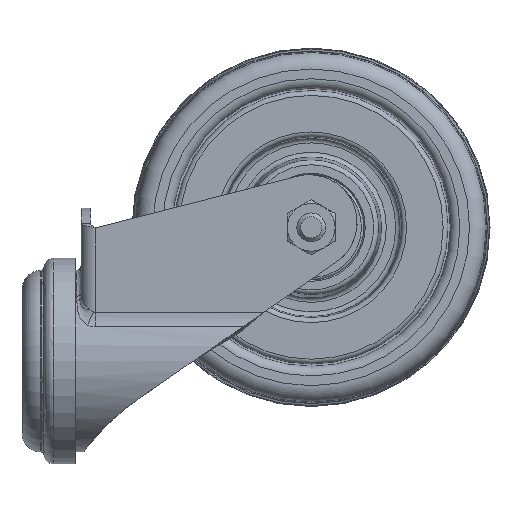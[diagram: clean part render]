
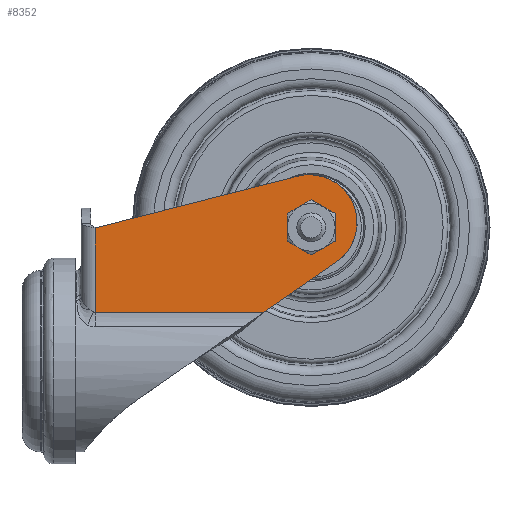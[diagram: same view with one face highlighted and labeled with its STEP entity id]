
A CAD part, left-side view. The second image highlights one B-rep face of the part: STEP entity #8352.
In plain terms, the highlighted planar face has unit normal (-1, 0, 0).
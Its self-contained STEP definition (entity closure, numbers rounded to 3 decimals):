
#7923=CARTESIAN_POINT('',(-17.,-13.862,10.198));
#7924=VERTEX_POINT('',#7923);
#7977=CARTESIAN_POINT('',(-17.,-49.018,10.198));
#7978=VERTEX_POINT('',#7977);
#8037=CARTESIAN_POINT('',(-17.,-13.862,27.878));
#8038=VERTEX_POINT('',#8037);
#8121=CARTESIAN_POINT('',(-17.,-13.862,27.878));
#8122=DIRECTION('',(0.0,0.0,-1.0));
#8123=VECTOR('',#8122,17.68);
#8124=LINE('',#8121,#8123);
#8125=EDGE_CURVE('',#8038,#7924,#8124,.T.);
#8142=CARTESIAN_POINT('',(-17.,-13.862,10.198));
#8143=DIRECTION('',(0.0,-1.0,0.0));
#8144=VECTOR('',#8143,35.156);
#8145=LINE('',#8142,#8144);
#8146=EDGE_CURVE('',#7924,#7978,#8145,.T.);
#8160=CARTESIAN_POINT('',(-17.,-64.296,20.779));
#8161=VERTEX_POINT('',#8160);
#8168=CARTESIAN_POINT('',(-17.,-49.018,10.198));
#8169=DIRECTION('',(0.0,-0.822,0.569));
#8170=VECTOR('',#8169,18.584);
#8171=LINE('',#8168,#8170);
#8172=EDGE_CURVE('',#7978,#8161,#8171,.T.);
#8248=CARTESIAN_POINT('',(-17.,-58.602,39.));
#8249=VERTEX_POINT('',#8248);
#8256=CARTESIAN_POINT('',(-17.,-64.296,20.779));
#8257=CARTESIAN_POINT('',(-17.,-64.792,21.123));
#8258=CARTESIAN_POINT('',(-17.,-65.722,21.901));
#8259=CARTESIAN_POINT('',(-17.,-66.885,23.299));
#8260=CARTESIAN_POINT('',(-17.,-67.776,24.885));
#8261=CARTESIAN_POINT('',(-17.,-68.367,26.605));
#8262=CARTESIAN_POINT('',(-17.,-68.639,28.403));
#8263=CARTESIAN_POINT('',(-17.,-68.582,30.221));
#8264=CARTESIAN_POINT('',(-17.,-68.199,31.999));
#8265=CARTESIAN_POINT('',(-17.,-67.502,33.679));
#8266=CARTESIAN_POINT('',(-17.,-66.513,35.205));
#8267=CARTESIAN_POINT('',(-17.,-65.266,36.529));
#8268=CARTESIAN_POINT('',(-17.,-63.801,37.607));
#8269=CARTESIAN_POINT('',(-17.,-62.165,38.402));
#8270=CARTESIAN_POINT('',(-17.,-60.413,38.89));
#8271=CARTESIAN_POINT('',(-17.,-59.206,39.));
#8272=CARTESIAN_POINT('',(-17.,-58.602,39.));
#8273=B_SPLINE_CURVE_WITH_KNOTS('',3,(#8256,#8257,#8258,#8259,#8260,#8261,#8262,#8263,#8264,#8265,#8266,#8267,#8268,#8269,#8270,#8271,#8272),.UNSPECIFIED.,.F.,.U.,(4,1,1,1,1,1,1,1,1,1,1,1,1,1,4),(0.,0.002,0.004,0.005,0.007,0.009,0.011,0.013,0.014,0.016,0.018,0.02,0.022,0.023,0.025),.UNSPECIFIED.);
#8274=EDGE_CURVE('',#8161,#8249,#8273,.T.);
#8302=CARTESIAN_POINT('',(-17.,-56.124,38.688));
#8303=VERTEX_POINT('',#8302);
#8310=CARTESIAN_POINT('',(-17.,-58.602,39.));
#8311=CARTESIAN_POINT('',(-17.,-58.185,39.));
#8312=CARTESIAN_POINT('',(-17.,-57.767,38.974));
#8313=CARTESIAN_POINT('',(-17.,-56.939,38.87));
#8314=CARTESIAN_POINT('',(-17.,-56.528,38.792));
#8315=CARTESIAN_POINT('',(-17.,-56.124,38.688));
#8316=B_SPLINE_CURVE_WITH_KNOTS('',3,(#8310,#8311,#8312,#8313,#8314,#8315),.UNSPECIFIED.,.F.,.U.,(4,2,4),(0.0,0.125,0.25),.UNSPECIFIED.);
#8317=EDGE_CURVE('',#8249,#8303,#8316,.T.);
#8328=CARTESIAN_POINT('',(-17.,-56.124,38.688));
#8329=DIRECTION('',(0.0,0.969,-0.248));
#8330=VECTOR('',#8329,43.623);
#8331=LINE('',#8328,#8330);
#8332=EDGE_CURVE('',#8303,#8038,#8331,.T.);
#8339=CARTESIAN_POINT('',(-17.,-10.862,39.));
#8340=DIRECTION('',(-1.0,0.0,0.0));
#8341=DIRECTION('',(0.0,0.0,1.0));
#8342=AXIS2_PLACEMENT_3D('',#8339,#8340,#8341);
#8343=PLANE('',#8342);
#8344=ORIENTED_EDGE('',*,*,#8317,.T.);
#8345=ORIENTED_EDGE('',*,*,#8332,.T.);
#8346=ORIENTED_EDGE('',*,*,#8125,.T.);
#8347=ORIENTED_EDGE('',*,*,#8146,.T.);
#8348=ORIENTED_EDGE('',*,*,#8172,.T.);
#8349=ORIENTED_EDGE('',*,*,#8274,.T.);
#8350=EDGE_LOOP('',(#8344,#8345,#8346,#8347,#8348,#8349));
#8351=FACE_OUTER_BOUND('',#8350,.T.);
#8352=ADVANCED_FACE('',(#8351),#8343,.T.);
